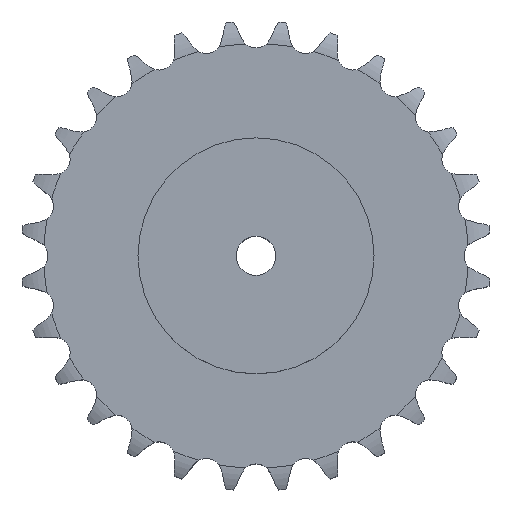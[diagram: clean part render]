
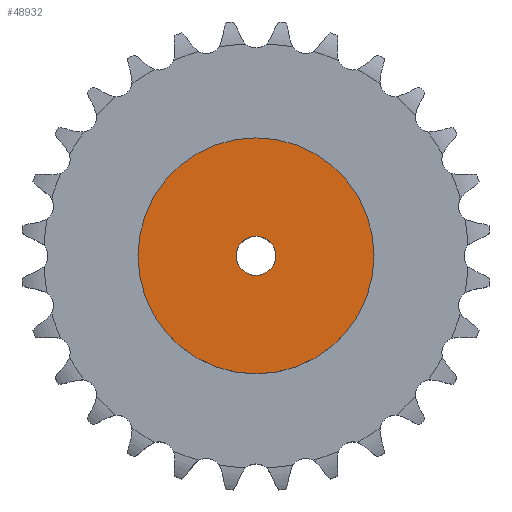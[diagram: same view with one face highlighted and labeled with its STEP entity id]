
A CAD part, top view. The second image highlights one B-rep face of the part: STEP entity #48932.
In plain terms, the highlighted planar face has unit normal (0, 0, 1).
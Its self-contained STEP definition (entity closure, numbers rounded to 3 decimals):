
#26201 = CYLINDRICAL_SURFACE('',#26202,12.5);
#26202 = AXIS2_PLACEMENT_3D('',#26203,#26204,#26205);
#26203 = CARTESIAN_POINT('',(0.,0.,457.598));
#26204 = DIRECTION('',(0.,0.,1.));
#26205 = DIRECTION('',(1.,0.,0.));
#33445 = EDGE_CURVE('',#33446,#33446,#33448,.T.);
#33446 = VERTEX_POINT('',#33447);
#33447 = CARTESIAN_POINT('',(12.5,0.,80.));
#33448 = SURFACE_CURVE('',#33449,(#33454,#33461),.PCURVE_S1.);
#33449 = CIRCLE('',#33450,12.5);
#33450 = AXIS2_PLACEMENT_3D('',#33451,#33452,#33453);
#33451 = CARTESIAN_POINT('',(0.,0.,80.));
#33452 = DIRECTION('',(0.,0.,1.));
#33453 = DIRECTION('',(1.,0.,0.));
#33454 = PCURVE('',#26201,#33455);
#33455 = DEFINITIONAL_REPRESENTATION('',(#33456),#33460);
#33456 = LINE('',#33457,#33458);
#33457 = CARTESIAN_POINT('',(0.,-377.598));
#33458 = VECTOR('',#33459,1.);
#33459 = DIRECTION('',(1.,0.));
#33460 = ( GEOMETRIC_REPRESENTATION_CONTEXT(2) 
PARAMETRIC_REPRESENTATION_CONTEXT() REPRESENTATION_CONTEXT('2D SPACE',''
  ) );
#33461 = PCURVE('',#33462,#33467);
#33462 = PLANE('',#33463);
#33463 = AXIS2_PLACEMENT_3D('',#33464,#33465,#33466);
#33464 = CARTESIAN_POINT('',(0.,0.,80.)
  );
#33465 = DIRECTION('',(0.,0.,1.));
#33466 = DIRECTION('',(1.,0.,0.));
#33467 = DEFINITIONAL_REPRESENTATION('',(#33468),#33472);
#33468 = CIRCLE('',#33469,12.5);
#33469 = AXIS2_PLACEMENT_2D('',#33470,#33471);
#33470 = CARTESIAN_POINT('',(0.,0.));
#33471 = DIRECTION('',(1.,0.));
#33472 = ( GEOMETRIC_REPRESENTATION_CONTEXT(2) 
PARAMETRIC_REPRESENTATION_CONTEXT() REPRESENTATION_CONTEXT('2D SPACE',''
  ) );
#48932 = ADVANCED_FACE('',(#48933,#48964),#33462,.T.);
#48933 = FACE_BOUND('',#48934,.T.);
#48934 = EDGE_LOOP('',(#48935));
#48935 = ORIENTED_EDGE('',*,*,#48936,.T.);
#48936 = EDGE_CURVE('',#48937,#48937,#48939,.T.);
#48937 = VERTEX_POINT('',#48938);
#48938 = CARTESIAN_POINT('',(75.,0.,80.));
#48939 = SURFACE_CURVE('',#48940,(#48945,#48952),.PCURVE_S1.);
#48940 = CIRCLE('',#48941,75.);
#48941 = AXIS2_PLACEMENT_3D('',#48942,#48943,#48944);
#48942 = CARTESIAN_POINT('',(0.,0.,80.));
#48943 = DIRECTION('',(0.,0.,1.));
#48944 = DIRECTION('',(1.,0.,0.));
#48945 = PCURVE('',#33462,#48946);
#48946 = DEFINITIONAL_REPRESENTATION('',(#48947),#48951);
#48947 = CIRCLE('',#48948,75.);
#48948 = AXIS2_PLACEMENT_2D('',#48949,#48950);
#48949 = CARTESIAN_POINT('',(0.,0.));
#48950 = DIRECTION('',(1.,0.));
#48951 = ( GEOMETRIC_REPRESENTATION_CONTEXT(2) 
PARAMETRIC_REPRESENTATION_CONTEXT() REPRESENTATION_CONTEXT('2D SPACE',''
  ) );
#48952 = PCURVE('',#48953,#48958);
#48953 = CYLINDRICAL_SURFACE('',#48954,75.);
#48954 = AXIS2_PLACEMENT_3D('',#48955,#48956,#48957);
#48955 = CARTESIAN_POINT('',(0.,0.,0.));
#48956 = DIRECTION('',(-0.,-0.,-1.));
#48957 = DIRECTION('',(1.,0.,0.));
#48958 = DEFINITIONAL_REPRESENTATION('',(#48959),#48963);
#48959 = LINE('',#48960,#48961);
#48960 = CARTESIAN_POINT('',(-0.,-80.));
#48961 = VECTOR('',#48962,1.);
#48962 = DIRECTION('',(-1.,0.));
#48963 = ( GEOMETRIC_REPRESENTATION_CONTEXT(2) 
PARAMETRIC_REPRESENTATION_CONTEXT() REPRESENTATION_CONTEXT('2D SPACE',''
  ) );
#48964 = FACE_BOUND('',#48965,.T.);
#48965 = EDGE_LOOP('',(#48966));
#48966 = ORIENTED_EDGE('',*,*,#33445,.F.);
